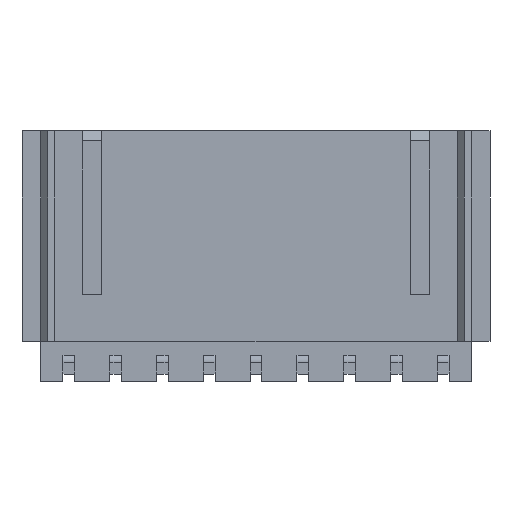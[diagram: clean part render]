
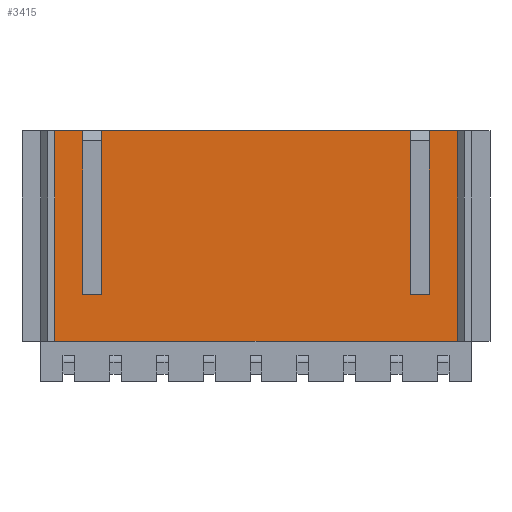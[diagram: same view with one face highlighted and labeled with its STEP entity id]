
A CAD part, front view. The second image highlights one B-rep face of the part: STEP entity #3415.
In plain terms, the highlighted planar face has unit normal (0, -1, 0).
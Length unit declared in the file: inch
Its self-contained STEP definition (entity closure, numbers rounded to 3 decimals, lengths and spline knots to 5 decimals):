
#13=DIRECTION('',(1.,0.,0.));
#14=VECTOR('',#13,0.86);
#15=CARTESIAN_POINT('',(-0.43,-0.1,-0.225));
#16=LINE('',#15,#14);
#65=DIRECTION('',(1.,0.,0.));
#66=VECTOR('',#65,0.04);
#67=CARTESIAN_POINT('',(-0.37,-0.1,-0.125));
#68=LINE('',#67,#66);
#69=DIRECTION('',(0.,0.,-1.));
#70=VECTOR('',#69,0.35);
#71=CARTESIAN_POINT('',(-0.33,-0.1,0.225));
#72=LINE('',#71,#70);
#73=DIRECTION('',(0.,0.,-1.));
#74=VECTOR('',#73,0.35);
#75=CARTESIAN_POINT('',(0.33,-0.1,0.225));
#76=LINE('',#75,#74);
#77=DIRECTION('',(1.,0.,0.));
#78=VECTOR('',#77,0.04);
#79=CARTESIAN_POINT('',(0.33,-0.1,-0.125));
#80=LINE('',#79,#78);
#81=DIRECTION('',(0.,0.,-1.));
#82=VECTOR('',#81,0.35);
#83=CARTESIAN_POINT('',(0.37,-0.1,0.225));
#84=LINE('',#83,#82);
#85=DIRECTION('',(0.,0.,1.));
#86=VECTOR('',#85,0.45);
#87=CARTESIAN_POINT('',(0.43,-0.1,-0.225));
#88=LINE('',#87,#86);
#89=DIRECTION('',(0.,0.,1.));
#90=VECTOR('',#89,0.45);
#91=CARTESIAN_POINT('',(-0.43,-0.1,-0.225));
#92=LINE('',#91,#90);
#93=DIRECTION('',(0.,0.,-1.));
#94=VECTOR('',#93,0.35);
#95=CARTESIAN_POINT('',(-0.37,-0.1,0.225));
#96=LINE('',#95,#94);
#105=DIRECTION('',(1.,0.,0.));
#106=VECTOR('',#105,0.66);
#107=CARTESIAN_POINT('',(-0.33,-0.1,0.225));
#108=LINE('',#107,#106);
#121=DIRECTION('',(1.,0.,0.));
#122=VECTOR('',#121,0.06);
#123=CARTESIAN_POINT('',(-0.43,-0.1,0.225));
#124=LINE('',#123,#122);
#177=DIRECTION('',(1.,0.,0.));
#178=VECTOR('',#177,0.06);
#179=CARTESIAN_POINT('',(0.37,-0.1,0.225));
#180=LINE('',#179,#178);
#2645=CARTESIAN_POINT('',(0.33,-0.1,0.225));
#2647=VERTEX_POINT('',#2645);
#2649=CARTESIAN_POINT('',(0.37,-0.1,0.225));
#2651=VERTEX_POINT('',#2649);
#2653=CARTESIAN_POINT('',(-0.37,-0.1,-0.125));
#2654=CARTESIAN_POINT('',(-0.33,-0.1,-0.125));
#2655=VERTEX_POINT('',#2653);
#2656=VERTEX_POINT('',#2654);
#2657=CARTESIAN_POINT('',(0.33,-0.1,-0.125));
#2658=VERTEX_POINT('',#2657);
#2659=CARTESIAN_POINT('',(0.37,-0.1,-0.125));
#2660=VERTEX_POINT('',#2659);
#2689=CARTESIAN_POINT('',(-0.37,-0.1,0.225));
#2690=VERTEX_POINT('',#2689);
#2691=CARTESIAN_POINT('',(-0.33,-0.1,0.225));
#2692=VERTEX_POINT('',#2691);
#2773=CARTESIAN_POINT('',(0.43,-0.1,-0.225));
#2774=CARTESIAN_POINT('',(0.43,-0.1,0.225));
#2775=VERTEX_POINT('',#2773);
#2776=VERTEX_POINT('',#2774);
#2785=CARTESIAN_POINT('',(-0.43,-0.1,-0.225));
#2786=CARTESIAN_POINT('',(-0.43,-0.1,0.225));
#2787=VERTEX_POINT('',#2785);
#2788=VERTEX_POINT('',#2786);
#3385=CARTESIAN_POINT('',(-0.5,-0.1,-0.225));
#3386=DIRECTION('',(0.,-1.,0.));
#3387=DIRECTION('',(1.,0.,0.));
#3388=AXIS2_PLACEMENT_3D('',#3385,#3386,#3387);
#3389=PLANE('',#3388);
#3391=ORIENTED_EDGE('',*,*,#3390,.T.);
#3393=ORIENTED_EDGE('',*,*,#3392,.F.);
#3395=ORIENTED_EDGE('',*,*,#3394,.T.);
#3397=ORIENTED_EDGE('',*,*,#3396,.T.);
#3399=ORIENTED_EDGE('',*,*,#3398,.T.);
#3401=ORIENTED_EDGE('',*,*,#3400,.F.);
#3403=ORIENTED_EDGE('',*,*,#3402,.T.);
#3405=ORIENTED_EDGE('',*,*,#3404,.F.);
#3406=ORIENTED_EDGE('',*,*,#3328,.F.);
#3408=ORIENTED_EDGE('',*,*,#3407,.T.);
#3410=ORIENTED_EDGE('',*,*,#3409,.T.);
#3412=ORIENTED_EDGE('',*,*,#3411,.T.);
#3413=EDGE_LOOP('',(#3391,#3393,#3395,#3397,#3399,#3401,#3403,#3405,#3406,#3408,
#3410,#3412));
#3414=FACE_OUTER_BOUND('',#3413,.F.);
#3415=ADVANCED_FACE('',(#3414),#3389,.T.);
#3328=EDGE_CURVE('',#2787,#2775,#16,.T.);
#3390=EDGE_CURVE('',#2655,#2656,#68,.T.);
#3392=EDGE_CURVE('',#2692,#2656,#72,.T.);
#3394=EDGE_CURVE('',#2692,#2647,#108,.T.);
#3396=EDGE_CURVE('',#2647,#2658,#76,.T.);
#3398=EDGE_CURVE('',#2658,#2660,#80,.T.);
#3400=EDGE_CURVE('',#2651,#2660,#84,.T.);
#3402=EDGE_CURVE('',#2651,#2776,#180,.T.);
#3404=EDGE_CURVE('',#2775,#2776,#88,.T.);
#3407=EDGE_CURVE('',#2787,#2788,#92,.T.);
#3409=EDGE_CURVE('',#2788,#2690,#124,.T.);
#3411=EDGE_CURVE('',#2690,#2655,#96,.T.);
